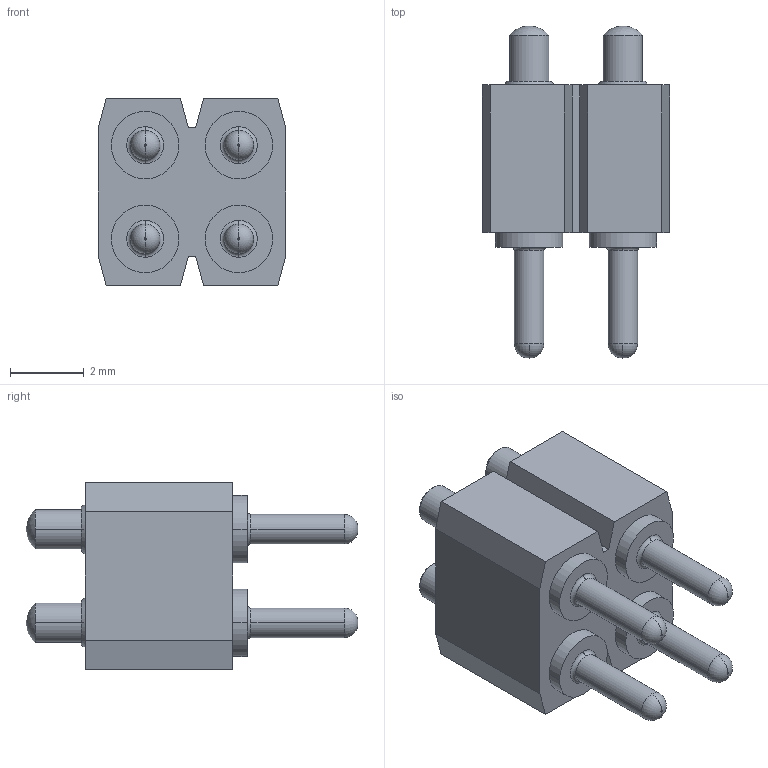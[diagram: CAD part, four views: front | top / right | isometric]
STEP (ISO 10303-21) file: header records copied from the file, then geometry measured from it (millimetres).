
FILE_DESCRIPTION(('STEP AP203'),'1');
FILE_NAME('slc_connector_813-s1-004-10-014101.stp','2021-03-24T09:11:54',('TraceParts'),('TraceParts S.A.'),'Spatial InterOp 3D',' ',' ');
FILE_SCHEMA(('CONFIG_CONTROL_DESIGN'));
Length unit declared in the file: millimetre
Products named in the file (1): 1
Bounding box: 5.08 x 9 x 5.08 mm (x, y, z)
Volume: 106.2 mm3; surface area: 312.8 mm2
Topology: 5 solids, 5 shells, 142 faces, 320 edges, 204 vertices
Faces by surface type: cylinder 48, plane 42, cone 32, torus 16, sphere 4
Entity records: 4044 total; most frequent: DIRECTION 790, CARTESIAN_POINT 663, ORIENTED_EDGE 624, AXIS2_PLACEMENT_3D 331, EDGE_CURVE 312, VERTEX_POINT 204, CIRCLE 184, EDGE_LOOP 166
